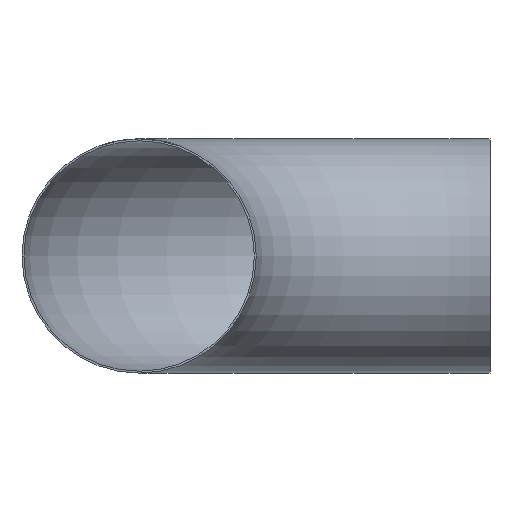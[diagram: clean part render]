
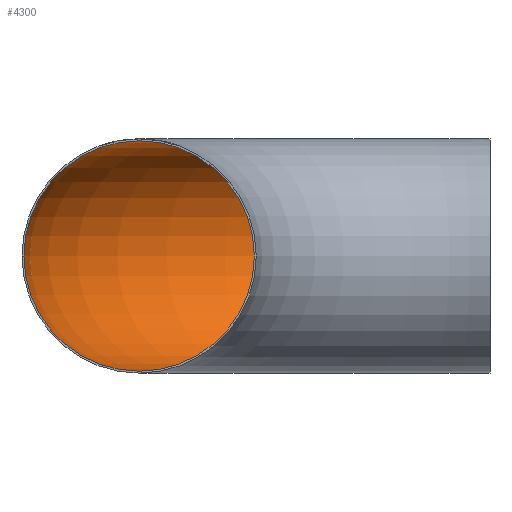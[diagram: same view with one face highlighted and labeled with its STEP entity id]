
A CAD part, front view. The second image highlights one B-rep face of the part: STEP entity #4300.
In plain terms, the highlighted toroidal (fillet/blend) face has major radius 914 mm and minor radius 300 mm.
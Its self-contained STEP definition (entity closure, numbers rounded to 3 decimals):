
#593 = DIRECTION ( 'NONE',  ( 1., 0., 0. ) ) ;
#772 = EDGE_LOOP ( 'NONE', ( #19666 ) ) ;
#2302 = DIRECTION ( 'NONE',  ( -1., 0., 0. ) ) ;
#2501 = DIRECTION ( 'NONE',  ( 0., 0., -1. ) ) ;
#3670 = TOROIDAL_SURFACE ( 'NONE', #20422, 914., 300. ) ;
#4012 = CARTESIAN_POINT ( 'NONE',  ( 0., 914., 0. ) ) ;
#4300 = ADVANCED_FACE ( 'NONE', ( #14773, #36390 ), #3670, .F. ) ;
#8121 = CIRCLE ( 'NONE', #39041, 300. ) ;
#9904 = CARTESIAN_POINT ( 'NONE',  ( 0., 1214., 0. ) ) ;
#11846 = EDGE_CURVE ( 'NONE', #28257, #28257, #8121, .T. ) ;
#14773 = FACE_OUTER_BOUND ( 'NONE', #772, .T. ) ;
#19666 = ORIENTED_EDGE ( 'NONE', *, *, #32577, .T. ) ;
#20422 = AXIS2_PLACEMENT_3D ( 'NONE', #23670, #2501, #2302 ) ;
#20635 = DIRECTION ( 'NONE',  ( 0., 0., 1. ) ) ;
#20707 = ORIENTED_EDGE ( 'NONE', *, *, #11846, .F. ) ;
#21692 = EDGE_LOOP ( 'NONE', ( #20707 ) ) ;
#22207 = CARTESIAN_POINT ( 'NONE',  ( -914., 0., 300. ) ) ;
#23272 = DIRECTION ( 'NONE',  ( 0., 1., 0. ) ) ;
#23342 = AXIS2_PLACEMENT_3D ( 'NONE', #4012, #593, #34891 ) ;
#23670 = CARTESIAN_POINT ( 'NONE',  ( 0., 0., 0. ) ) ;
#28257 = VERTEX_POINT ( 'NONE', #22207 ) ;
#31069 = CIRCLE ( 'NONE', #23342, 300. ) ;
#32151 = CARTESIAN_POINT ( 'NONE',  ( -914., 0., 0. ) ) ;
#32577 = EDGE_CURVE ( 'NONE', #37562, #37562, #31069, .T. ) ;
#34891 = DIRECTION ( 'NONE',  ( 0., 1., 0. ) ) ;
#36390 = FACE_OUTER_BOUND ( 'NONE', #21692, .T. ) ;
#37562 = VERTEX_POINT ( 'NONE', #9904 ) ;
#39041 = AXIS2_PLACEMENT_3D ( 'NONE', #32151, #23272, #20635 ) ;
